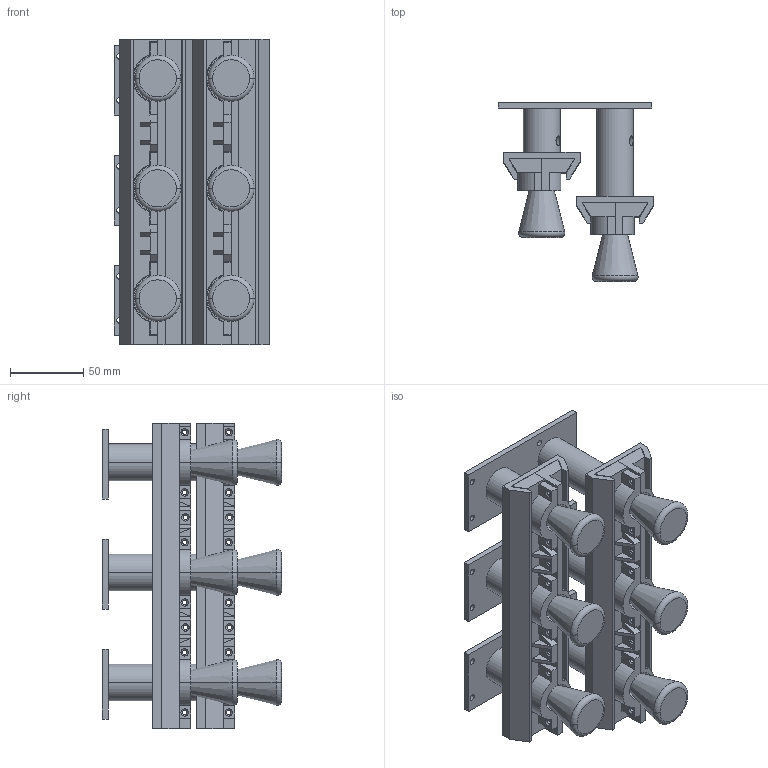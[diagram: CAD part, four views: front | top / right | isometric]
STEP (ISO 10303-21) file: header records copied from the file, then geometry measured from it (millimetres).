
FILE_DESCRIPTION (( 'STEP AP203' ), '1' );
FILE_NAME ('Rury do kolb z szynami na kolby.STEP', '2025-02-17T22:07:42', ( '' ), ( '' ), 'SwSTEP 2.0', 'SolidWorks 2024', '' );
FILE_SCHEMA (( 'CONFIG_CONTROL_DESIGN' ));
Length unit declared in the file: millimetre
Products named in the file (8): szyna lewa v3 10; szyna v3 10; kolba stożkowa 10ml; obejma v3 10; Rury do kolb z szynami na kolby; połązcenie nowe; szyna prawa 10; Złożenie szyna
Assembly tree (14 placements, depth 3):
  Rury do kolb z szynami na kolby
    Złożenie szyna  x2
      szyna v3 10
      kolba stożkowa 10ml
      obejma v3 10
      szyna prawa 10
      szyna lewa v3 10
    połązcenie nowe  x3
Bounding box: 105.68 x 122 x 208.05 mm (x, y, z)
Volume: 597448.7 mm3; surface area: 252577.6 mm2
Topology: 21 solids, 21 shells, 722 faces, 1832 edges, 1180 vertices
Faces by surface type: plane 304, cylinder 302, cone 80, torus 36
Entity records: 9288 total; most frequent: CARTESIAN_POINT 1639, DIRECTION 1439, ORIENTED_EDGE 1330, EDGE_CURVE 665, AXIS2_PLACEMENT_3D 522, VERTEX_POINT 432, LINE 395, VECTOR 395
